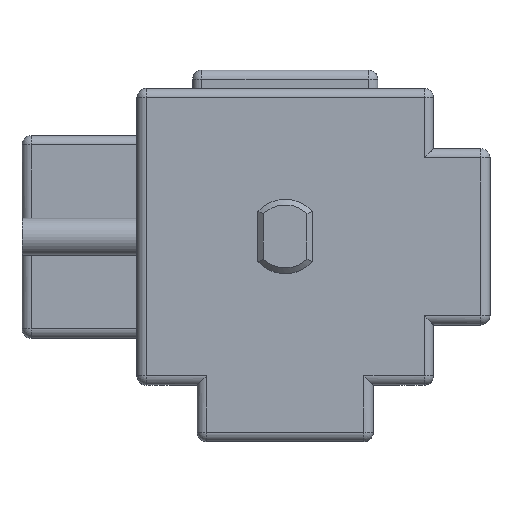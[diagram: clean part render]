
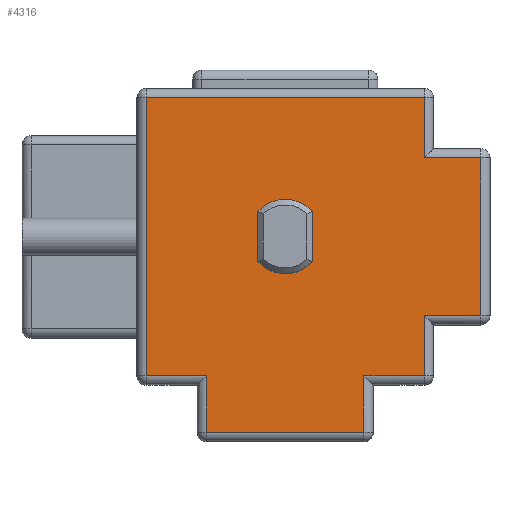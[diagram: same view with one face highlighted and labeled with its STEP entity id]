
A CAD part, top view. The second image highlights one B-rep face of the part: STEP entity #4316.
In plain terms, the highlighted planar face has unit normal (0, 0, 1).
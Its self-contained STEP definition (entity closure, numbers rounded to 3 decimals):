
#1252=DIRECTION('',(0.,-1.,0.));
#1253=VECTOR('',#1252,2.701);
#1254=CARTESIAN_POINT('',(-1.475,1.351,11.9));
#1255=LINE('',#1254,#1253);
#1256=CARTESIAN_POINT('',(0.,0.,11.9));
#1257=DIRECTION('',(0.,0.,1.));
#1258=DIRECTION('',(-0.738,-0.675,0.));
#1259=AXIS2_PLACEMENT_3D('',#1256,#1257,#1258);
#1261=DIRECTION('',(0.,1.,0.));
#1262=VECTOR('',#1261,2.701);
#1263=CARTESIAN_POINT('',(1.475,-1.351,11.9));
#1264=LINE('',#1263,#1262);
#1265=CARTESIAN_POINT('',(0.,0.,11.9));
#1266=DIRECTION('',(0.,0.,1.));
#1267=DIRECTION('',(0.738,0.675,0.));
#1268=AXIS2_PLACEMENT_3D('',#1265,#1266,#1267);
#1270=DIRECTION('',(0.,1.,0.));
#1271=VECTOR('',#1270,3.25);
#1272=CARTESIAN_POINT('',(7.5,4.25,11.9));
#1273=LINE('',#1272,#1271);
#1274=DIRECTION('',(-1.,0.,0.));
#1275=VECTOR('',#1274,3.05);
#1276=CARTESIAN_POINT('',(10.55,4.25,11.9));
#1277=LINE('',#1276,#1275);
#1278=DIRECTION('',(0.,1.,0.));
#1279=VECTOR('',#1278,8.5);
#1280=CARTESIAN_POINT('',(10.55,-4.25,11.9));
#1281=LINE('',#1280,#1279);
#1282=DIRECTION('',(1.,0.,0.));
#1283=VECTOR('',#1282,3.05);
#1284=CARTESIAN_POINT('',(7.5,-4.25,11.9));
#1285=LINE('',#1284,#1283);
#1286=DIRECTION('',(0.,1.,0.));
#1287=VECTOR('',#1286,3.25);
#1288=CARTESIAN_POINT('',(7.5,-7.5,11.9));
#1289=LINE('',#1288,#1287);
#1290=DIRECTION('',(1.,0.,0.));
#1291=VECTOR('',#1290,3.25);
#1292=CARTESIAN_POINT('',(4.25,-7.5,11.9));
#1293=LINE('',#1292,#1291);
#1294=DIRECTION('',(0.,1.,0.));
#1295=VECTOR('',#1294,3.05);
#1296=CARTESIAN_POINT('',(4.25,-10.55,11.9));
#1297=LINE('',#1296,#1295);
#1298=DIRECTION('',(1.,0.,0.));
#1299=VECTOR('',#1298,8.5);
#1300=CARTESIAN_POINT('',(-4.25,-10.55,11.9));
#1301=LINE('',#1300,#1299);
#1302=DIRECTION('',(0.,-1.,0.));
#1303=VECTOR('',#1302,3.05);
#1304=CARTESIAN_POINT('',(-4.25,-7.5,11.9));
#1305=LINE('',#1304,#1303);
#1306=DIRECTION('',(1.,0.,0.));
#1307=VECTOR('',#1306,3.25);
#1308=CARTESIAN_POINT('',(-7.5,-7.5,11.9));
#1309=LINE('',#1308,#1307);
#1310=DIRECTION('',(0.,-1.,0.));
#1311=VECTOR('',#1310,15.);
#1312=CARTESIAN_POINT('',(-7.5,7.5,11.9));
#1313=LINE('',#1312,#1311);
#1314=DIRECTION('',(-1.,0.,0.));
#1315=VECTOR('',#1314,15.);
#1316=CARTESIAN_POINT('',(7.5,7.5,11.9));
#1317=LINE('',#1316,#1315);
#2013=CARTESIAN_POINT('',(-1.475,1.351,11.9));
#2014=CARTESIAN_POINT('',(-1.475,-1.351,11.9));
#2015=VERTEX_POINT('',#2013);
#2016=VERTEX_POINT('',#2014);
#2017=CARTESIAN_POINT('',(1.475,-1.351,11.9));
#2018=VERTEX_POINT('',#2017);
#2019=CARTESIAN_POINT('',(1.475,1.351,11.9));
#2020=VERTEX_POINT('',#2019);
#2433=CARTESIAN_POINT('',(7.5,4.25,11.9));
#2434=CARTESIAN_POINT('',(7.5,7.5,11.9));
#2435=VERTEX_POINT('',#2433);
#2436=VERTEX_POINT('',#2434);
#2437=CARTESIAN_POINT('',(10.55,4.25,11.9));
#2438=VERTEX_POINT('',#2437);
#2449=CARTESIAN_POINT('',(10.55,-4.25,11.9));
#2450=VERTEX_POINT('',#2449);
#2459=CARTESIAN_POINT('',(7.5,-4.25,11.9));
#2460=VERTEX_POINT('',#2459);
#2463=CARTESIAN_POINT('',(7.5,-7.5,11.9));
#2464=VERTEX_POINT('',#2463);
#2473=CARTESIAN_POINT('',(4.25,-7.5,11.9));
#2474=VERTEX_POINT('',#2473);
#2475=CARTESIAN_POINT('',(4.25,-10.55,11.9));
#2476=VERTEX_POINT('',#2475);
#2487=CARTESIAN_POINT('',(-4.25,-10.55,11.9));
#2488=VERTEX_POINT('',#2487);
#2497=CARTESIAN_POINT('',(-4.25,-7.5,11.9));
#2498=VERTEX_POINT('',#2497);
#2501=CARTESIAN_POINT('',(-7.5,-7.5,11.9));
#2502=VERTEX_POINT('',#2501);
#2511=CARTESIAN_POINT('',(-7.5,7.5,11.9));
#2512=VERTEX_POINT('',#2511);
#4277=CARTESIAN_POINT('',(0.,0.,11.9));
#4278=DIRECTION('',(0.,0.,1.));
#4279=DIRECTION('',(1.,0.,0.));
#4280=AXIS2_PLACEMENT_3D('',#4277,#4278,#4279);
#4281=PLANE('',#4280);
#4282=ORIENTED_EDGE('',*,*,#4255,.F.);
#4283=ORIENTED_EDGE('',*,*,#4267,.F.);
#4285=ORIENTED_EDGE('',*,*,#4284,.F.);
#4287=ORIENTED_EDGE('',*,*,#4286,.F.);
#4289=ORIENTED_EDGE('',*,*,#4288,.F.);
#4291=ORIENTED_EDGE('',*,*,#4290,.F.);
#4293=ORIENTED_EDGE('',*,*,#4292,.F.);
#4295=ORIENTED_EDGE('',*,*,#4294,.F.);
#4297=ORIENTED_EDGE('',*,*,#4296,.F.);
#4299=ORIENTED_EDGE('',*,*,#4298,.F.);
#4301=ORIENTED_EDGE('',*,*,#4300,.F.);
#4303=ORIENTED_EDGE('',*,*,#4302,.F.);
#4304=EDGE_LOOP('',(#4282,#4283,#4285,#4287,#4289,#4291,#4293,#4295,#4297,#4299,
#4301,#4303));
#4305=FACE_OUTER_BOUND('',#4304,.F.);
#4307=ORIENTED_EDGE('',*,*,#4306,.T.);
#4309=ORIENTED_EDGE('',*,*,#4308,.T.);
#4311=ORIENTED_EDGE('',*,*,#4310,.T.);
#4313=ORIENTED_EDGE('',*,*,#4312,.T.);
#4314=EDGE_LOOP('',(#4307,#4309,#4311,#4313));
#4315=FACE_BOUND('',#4314,.F.);
#4316=ADVANCED_FACE('',(#4305,#4315),#4281,.T.);
#1260=CIRCLE('',#1259,2.);
#1269=CIRCLE('',#1268,2.);
#4255=EDGE_CURVE('',#2435,#2436,#1273,.T.);
#4267=EDGE_CURVE('',#2438,#2435,#1277,.T.);
#4284=EDGE_CURVE('',#2450,#2438,#1281,.T.);
#4286=EDGE_CURVE('',#2460,#2450,#1285,.T.);
#4288=EDGE_CURVE('',#2464,#2460,#1289,.T.);
#4290=EDGE_CURVE('',#2474,#2464,#1293,.T.);
#4292=EDGE_CURVE('',#2476,#2474,#1297,.T.);
#4294=EDGE_CURVE('',#2488,#2476,#1301,.T.);
#4296=EDGE_CURVE('',#2498,#2488,#1305,.T.);
#4298=EDGE_CURVE('',#2502,#2498,#1309,.T.);
#4300=EDGE_CURVE('',#2512,#2502,#1313,.T.);
#4302=EDGE_CURVE('',#2436,#2512,#1317,.T.);
#4306=EDGE_CURVE('',#2015,#2016,#1255,.T.);
#4308=EDGE_CURVE('',#2016,#2018,#1260,.T.);
#4310=EDGE_CURVE('',#2018,#2020,#1264,.T.);
#4312=EDGE_CURVE('',#2020,#2015,#1269,.T.);
